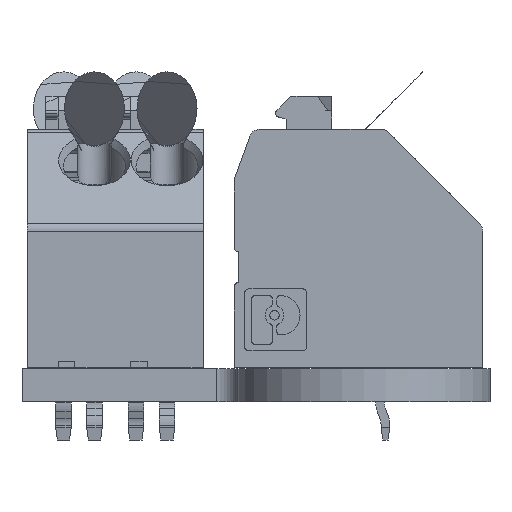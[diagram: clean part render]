
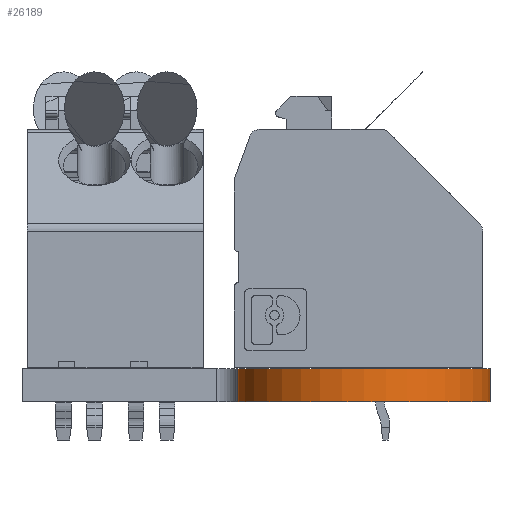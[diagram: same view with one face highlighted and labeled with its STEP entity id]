
A CAD part, left-side view. The second image highlights one B-rep face of the part: STEP entity #26189.
In plain terms, the highlighted cylindrical face has radius 6.1 mm (diameter 12.2 mm), a partial arc.
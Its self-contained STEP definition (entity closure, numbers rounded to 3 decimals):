
#24376 = PLANE('',#24377);
#24377 = AXIS2_PLACEMENT_3D('',#24378,#24379,#24380);
#24378 = CARTESIAN_POINT('',(0.,-0.682,1.6));
#24379 = DIRECTION('',(0.,0.,1.));
#24380 = DIRECTION('',(1.,0.,-0.));
#24430 = PLANE('',#24431);
#24431 = AXIS2_PLACEMENT_3D('',#24432,#24433,#24434);
#24432 = CARTESIAN_POINT('',(0.,-0.682,0.));
#24433 = DIRECTION('',(0.,0.,1.));
#24434 = DIRECTION('',(1.,0.,-0.));
#24561 = CYLINDRICAL_SURFACE('',#24562,1.);
#24562 = AXIS2_PLACEMENT_3D('',#24563,#24564,#24565);
#24563 = CARTESIAN_POINT('',(-17.,1.9,0.));
#24564 = DIRECTION('',(-0.,-0.,-1.));
#24565 = DIRECTION('',(1.,0.,-0.));
#24600 = VERTEX_POINT('',#24601);
#24601 = CARTESIAN_POINT('',(-17.,0.9,0.));
#24623 = EDGE_CURVE('',#24600,#24624,#24626,.T.);
#24624 = VERTEX_POINT('',#24625);
#24625 = CARTESIAN_POINT('',(-17.,-11.3,0.));
#24626 = SURFACE_CURVE('',#24627,(#24632,#24639),.PCURVE_S1.);
#24627 = CIRCLE('',#24628,6.1);
#24628 = AXIS2_PLACEMENT_3D('',#24629,#24630,#24631);
#24629 = CARTESIAN_POINT('',(-17.,-5.2,0.));
#24630 = DIRECTION('',(0.,0.,1.));
#24631 = DIRECTION('',(1.,0.,-0.));
#24632 = PCURVE('',#24430,#24633);
#24633 = DEFINITIONAL_REPRESENTATION('',(#24634),#24638);
#24634 = CIRCLE('',#24635,6.1);
#24635 = AXIS2_PLACEMENT_2D('',#24636,#24637);
#24636 = CARTESIAN_POINT('',(-17.,-4.518));
#24637 = DIRECTION('',(1.,0.));
#24638 = ( GEOMETRIC_REPRESENTATION_CONTEXT(2) 
PARAMETRIC_REPRESENTATION_CONTEXT() REPRESENTATION_CONTEXT('2D SPACE',''
  ) );
#24639 = PCURVE('',#24640,#24645);
#24640 = CYLINDRICAL_SURFACE('',#24641,6.1);
#24641 = AXIS2_PLACEMENT_3D('',#24642,#24643,#24644);
#24642 = CARTESIAN_POINT('',(-17.,-5.2,0.));
#24643 = DIRECTION('',(-0.,-0.,-1.));
#24644 = DIRECTION('',(1.,0.,-0.));
#24645 = DEFINITIONAL_REPRESENTATION('',(#24646),#24650);
#24646 = LINE('',#24647,#24648);
#24647 = CARTESIAN_POINT('',(-0.,0.));
#24648 = VECTOR('',#24649,1.);
#24649 = DIRECTION('',(-1.,0.));
#24650 = ( GEOMETRIC_REPRESENTATION_CONTEXT(2) 
PARAMETRIC_REPRESENTATION_CONTEXT() REPRESENTATION_CONTEXT('2D SPACE',''
  ) );
#24668 = PLANE('',#24669);
#24669 = AXIS2_PLACEMENT_3D('',#24670,#24671,#24672);
#24670 = CARTESIAN_POINT('',(-17.,-11.3,0.));
#24671 = DIRECTION('',(0.,1.,0.));
#24672 = DIRECTION('',(1.,0.,0.));
#25420 = VERTEX_POINT('',#25421);
#25421 = CARTESIAN_POINT('',(-17.,0.9,1.6));
#25443 = EDGE_CURVE('',#25420,#25444,#25446,.T.);
#25444 = VERTEX_POINT('',#25445);
#25445 = CARTESIAN_POINT('',(-17.,-11.3,1.6));
#25446 = SURFACE_CURVE('',#25447,(#25452,#25459),.PCURVE_S1.);
#25447 = CIRCLE('',#25448,6.1);
#25448 = AXIS2_PLACEMENT_3D('',#25449,#25450,#25451);
#25449 = CARTESIAN_POINT('',(-17.,-5.2,1.6));
#25450 = DIRECTION('',(0.,0.,1.));
#25451 = DIRECTION('',(1.,0.,-0.));
#25452 = PCURVE('',#24376,#25453);
#25453 = DEFINITIONAL_REPRESENTATION('',(#25454),#25458);
#25454 = CIRCLE('',#25455,6.1);
#25455 = AXIS2_PLACEMENT_2D('',#25456,#25457);
#25456 = CARTESIAN_POINT('',(-17.,-4.518));
#25457 = DIRECTION('',(1.,0.));
#25458 = ( GEOMETRIC_REPRESENTATION_CONTEXT(2) 
PARAMETRIC_REPRESENTATION_CONTEXT() REPRESENTATION_CONTEXT('2D SPACE',''
  ) );
#25459 = PCURVE('',#24640,#25460);
#25460 = DEFINITIONAL_REPRESENTATION('',(#25461),#25465);
#25461 = LINE('',#25462,#25463);
#25462 = CARTESIAN_POINT('',(-0.,-1.6));
#25463 = VECTOR('',#25464,1.);
#25464 = DIRECTION('',(-1.,0.));
#25465 = ( GEOMETRIC_REPRESENTATION_CONTEXT(2) 
PARAMETRIC_REPRESENTATION_CONTEXT() REPRESENTATION_CONTEXT('2D SPACE',''
  ) );
#26139 = EDGE_CURVE('',#24600,#25420,#26140,.T.);
#26140 = SURFACE_CURVE('',#26141,(#26145,#26152),.PCURVE_S1.);
#26141 = LINE('',#26142,#26143);
#26142 = CARTESIAN_POINT('',(-17.,0.9,0.));
#26143 = VECTOR('',#26144,1.);
#26144 = DIRECTION('',(0.,0.,1.));
#26145 = PCURVE('',#24561,#26146);
#26146 = DEFINITIONAL_REPRESENTATION('',(#26147),#26151);
#26147 = LINE('',#26148,#26149);
#26148 = CARTESIAN_POINT('',(-4.712,0.));
#26149 = VECTOR('',#26150,1.);
#26150 = DIRECTION('',(-0.,-1.));
#26151 = ( GEOMETRIC_REPRESENTATION_CONTEXT(2) 
PARAMETRIC_REPRESENTATION_CONTEXT() REPRESENTATION_CONTEXT('2D SPACE',''
  ) );
#26152 = PCURVE('',#24640,#26153);
#26153 = DEFINITIONAL_REPRESENTATION('',(#26154),#26158);
#26154 = LINE('',#26155,#26156);
#26155 = CARTESIAN_POINT('',(-1.571,0.));
#26156 = VECTOR('',#26157,1.);
#26157 = DIRECTION('',(-0.,-1.));
#26158 = ( GEOMETRIC_REPRESENTATION_CONTEXT(2) 
PARAMETRIC_REPRESENTATION_CONTEXT() REPRESENTATION_CONTEXT('2D SPACE',''
  ) );
#26189 = ADVANCED_FACE('',(#26190),#24640,.T.);
#26190 = FACE_BOUND('',#26191,.F.);
#26191 = EDGE_LOOP('',(#26192,#26193,#26194,#26215));
#26192 = ORIENTED_EDGE('',*,*,#26139,.T.);
#26193 = ORIENTED_EDGE('',*,*,#25443,.T.);
#26194 = ORIENTED_EDGE('',*,*,#26195,.F.);
#26195 = EDGE_CURVE('',#24624,#25444,#26196,.T.);
#26196 = SURFACE_CURVE('',#26197,(#26201,#26208),.PCURVE_S1.);
#26197 = LINE('',#26198,#26199);
#26198 = CARTESIAN_POINT('',(-17.,-11.3,0.));
#26199 = VECTOR('',#26200,1.);
#26200 = DIRECTION('',(0.,0.,1.));
#26201 = PCURVE('',#24640,#26202);
#26202 = DEFINITIONAL_REPRESENTATION('',(#26203),#26207);
#26203 = LINE('',#26204,#26205);
#26204 = CARTESIAN_POINT('',(-4.712,0.));
#26205 = VECTOR('',#26206,1.);
#26206 = DIRECTION('',(-0.,-1.));
#26207 = ( GEOMETRIC_REPRESENTATION_CONTEXT(2) 
PARAMETRIC_REPRESENTATION_CONTEXT() REPRESENTATION_CONTEXT('2D SPACE',''
  ) );
#26208 = PCURVE('',#24668,#26209);
#26209 = DEFINITIONAL_REPRESENTATION('',(#26210),#26214);
#26210 = LINE('',#26211,#26212);
#26211 = CARTESIAN_POINT('',(0.,0.));
#26212 = VECTOR('',#26213,1.);
#26213 = DIRECTION('',(0.,-1.));
#26214 = ( GEOMETRIC_REPRESENTATION_CONTEXT(2) 
PARAMETRIC_REPRESENTATION_CONTEXT() REPRESENTATION_CONTEXT('2D SPACE',''
  ) );
#26215 = ORIENTED_EDGE('',*,*,#24623,.F.);
